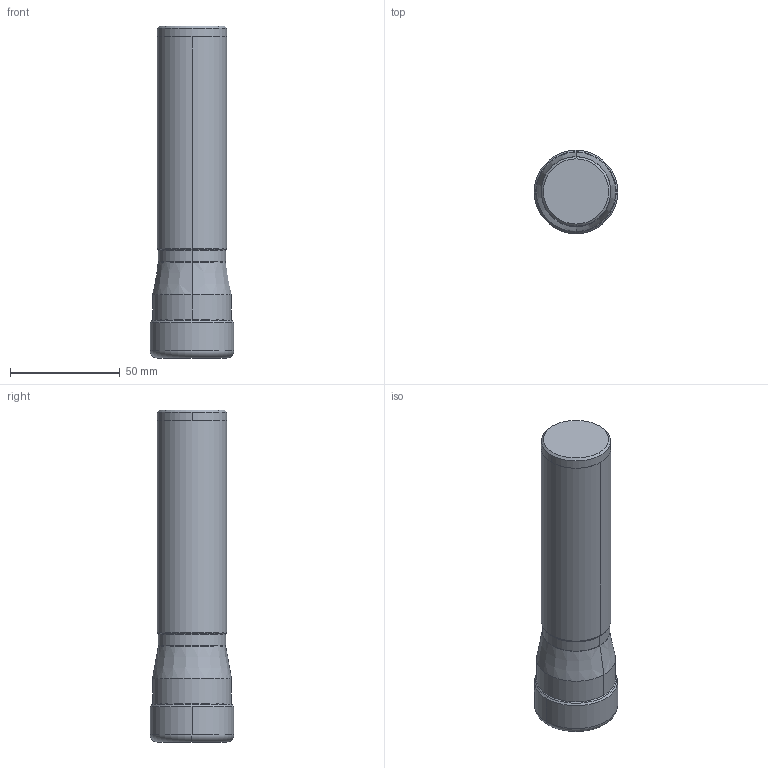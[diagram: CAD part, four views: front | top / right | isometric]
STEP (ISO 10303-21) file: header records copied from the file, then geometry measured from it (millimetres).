
FILE_DESCRIPTION(/* description */ (''),/* implementation_level */ '2;1');
FILE_NAME(/* name */ 'AXD4000UR243SA20SA_IR0_125.stp',/* time_stamp */ '2023-03-30T13:05:56+09:00',/* author */ (''),/* organization */ (''),/* preprocessor_version */ 'ST-DEVELOPER v16',/* originating_system */ 'SIEMENS PLM Software NX 10.0',/* authorisation */ '');
FILE_SCHEMA (('AUTOMOTIVE_DESIGN { 1 0 10303 214 3 1 1 1 }'));
Length unit declared in the file: millimetre
Products named in the file (1): AXD4000UR243SA20SA_IR0_125_ASM
Bounding box: 38.1 x 38.1 x 151.46 mm (x, y, z)
Volume: 139664.2 mm3; surface area: 21829.6 mm2
Topology: 2 solids, 2 shells, 65 faces, 146 edges, 101 vertices
Faces by surface type: cone 26, torus 24, cylinder 10, plane 5
Entity records: 1936 total; most frequent: DIRECTION 394, CARTESIAN_POINT 292, ORIENTED_EDGE 264, AXIS2_PLACEMENT_3D 175, EDGE_CURVE 132, CIRCLE 102, VERTEX_POINT 72, EDGE_LOOP 68
